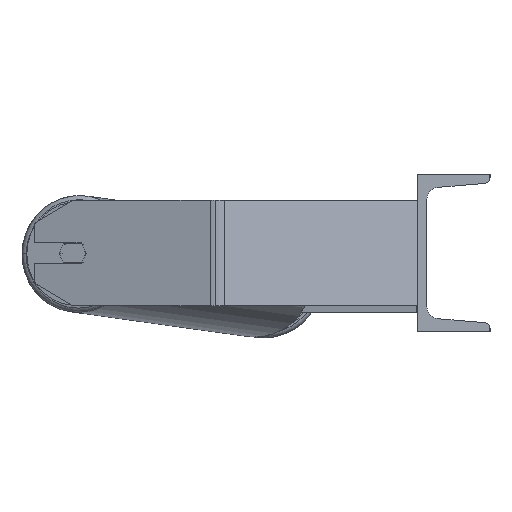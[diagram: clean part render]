
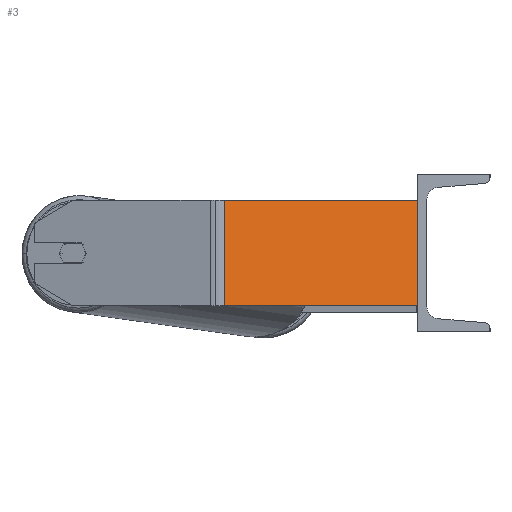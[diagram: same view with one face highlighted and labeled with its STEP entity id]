
A CAD part, left-side view. The second image highlights one B-rep face of the part: STEP entity #3.
In plain terms, the highlighted planar face has unit normal (-0.906, -0.423, 0).
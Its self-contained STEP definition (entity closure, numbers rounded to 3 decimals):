
#3 = ADVANCED_FACE ( 'NONE', ( #7121 ), #4906, .F. ) ;
#174 = VECTOR ( 'NONE', #4171, 1000. ) ;
#309 = CARTESIAN_POINT ( 'NONE',  ( -785., 0., 40. ) ) ;
#331 = VECTOR ( 'NONE', #4354, 1000. ) ;
#341 = VERTEX_POINT ( 'NONE', #1939 ) ;
#570 = CARTESIAN_POINT ( 'NONE',  ( -785., 0., 40. ) ) ;
#754 = LINE ( 'NONE', #8570, #331 ) ;
#863 = LINE ( 'NONE', #2473, #2190 ) ;
#1920 = AXIS2_PLACEMENT_3D ( 'NONE', #5639, #2060, #8420 ) ;
#1939 = CARTESIAN_POINT ( 'NONE',  ( -853.576, 147.061, 40. ) ) ;
#2060 = DIRECTION ( 'NONE',  ( 0.906, 0.423, 0. ) ) ;
#2190 = VECTOR ( 'NONE', #2331, 1000. ) ;
#2331 = DIRECTION ( 'NONE',  ( 0.423, -0.906, 0. ) ) ;
#2375 = VERTEX_POINT ( 'NONE', #309 ) ;
#2473 = CARTESIAN_POINT ( 'NONE',  ( -856.037, 152.339, -40. ) ) ;
#2826 = EDGE_CURVE ( 'NONE', #341, #6840, #754, .T. ) ;
#2872 = ORIENTED_EDGE ( 'NONE', *, *, #2826, .T. ) ;
#3263 = LINE ( 'NONE', #3979, #8326 ) ;
#3387 = ORIENTED_EDGE ( 'NONE', *, *, #5360, .F. ) ;
#3979 = CARTESIAN_POINT ( 'NONE',  ( -856.037, 152.339, 40. ) ) ;
#4124 = LINE ( 'NONE', #570, #174 ) ;
#4171 = DIRECTION ( 'NONE',  ( 0., 0., -1. ) ) ;
#4354 = DIRECTION ( 'NONE',  ( 0., 0., -1. ) ) ;
#4795 = CARTESIAN_POINT ( 'NONE',  ( -853.576, 147.061, -40. ) ) ;
#4906 = PLANE ( 'NONE',  #1920 ) ;
#5082 = EDGE_CURVE ( 'NONE', #2375, #5445, #4124, .T. ) ;
#5175 = CARTESIAN_POINT ( 'NONE',  ( -785., 0., -40. ) ) ;
#5360 = EDGE_CURVE ( 'NONE', #341, #2375, #3263, .T. ) ;
#5445 = VERTEX_POINT ( 'NONE', #5175 ) ;
#5547 = DIRECTION ( 'NONE',  ( 0.423, -0.906, 0. ) ) ;
#5639 = CARTESIAN_POINT ( 'NONE',  ( -856.037, 152.339, 40. ) ) ;
#6840 = VERTEX_POINT ( 'NONE', #4795 ) ;
#6930 = EDGE_LOOP ( 'NONE', ( #6960, #8758, #3387, #2872 ) ) ;
#6960 = ORIENTED_EDGE ( 'NONE', *, *, #8141, .T. ) ;
#7121 = FACE_OUTER_BOUND ( 'NONE', #6930, .T. ) ;
#8141 = EDGE_CURVE ( 'NONE', #6840, #5445, #863, .T. ) ;
#8326 = VECTOR ( 'NONE', #5547, 1000. ) ;
#8420 = DIRECTION ( 'NONE',  ( -0.423, 0.906, 0. ) ) ;
#8570 = CARTESIAN_POINT ( 'NONE',  ( -853.576, 147.061, 40. ) ) ;
#8758 = ORIENTED_EDGE ( 'NONE', *, *, #5082, .F. ) ;
